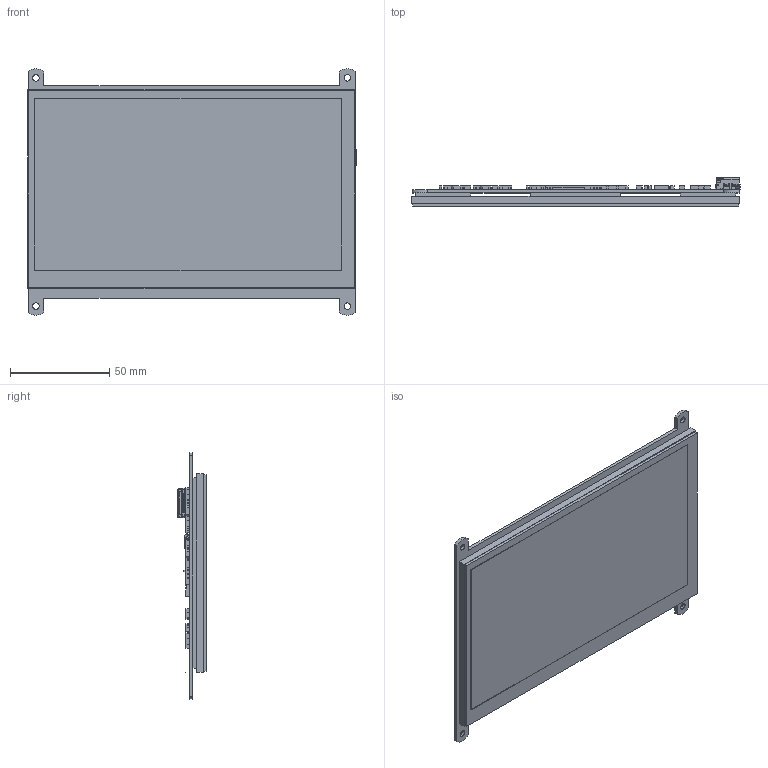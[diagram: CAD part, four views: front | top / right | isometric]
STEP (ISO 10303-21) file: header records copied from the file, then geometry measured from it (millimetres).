
FILE_DESCRIPTION( ('This file contains a STEP AP42 implementation' ,'as created by ZW3D STEP Interface translator.' ,'') ,'2;1' );
FILE_NAME( '7inch HDMI LCD (B).stp' ,'241112.163643', (''), ('ZWCAD Software Co.'), 'Version 1.0', 'ZW3D to STEP translator', '' );
FILE_SCHEMA(('AUTOMOTIVE_DESIGN { 1 0 10303 214 1 1 1 1 }'));
Length unit declared in the file: millimetre
Products named in the file (7): 0; 7inch HDMI LCD (B); 000; 00; 000_1; USB_J17INCH_HDMI_L0001; HDMI-CONNECTOR
Assembly tree (5 placements, depth 2):
  0
  7inch HDMI LCD (B)
    000
    00
    000_1
    USB_J17INCH_HDMI_L0001
    HDMI-CONNECTOR
Bounding box: 165.43 x 14.38 x 124.23 mm (x, y, z)
Volume: 123237.9 mm3; surface area: 112086.6 mm2
Topology: 149 solids, 151 shells, 2567 faces, 6773 edges, 4437 vertices
Faces by surface type: plane 2175, cylinder 384, sphere 8
Entity records: 80914 total; most frequent: CARTESIAN_POINT 13925, ORIENTED_EDGE 13534, DIRECTION 12700, EDGE_CURVE 6769, VECTOR 5940, LINE 5940, VERTEX_POINT 4428, AXIS2_PLACEMENT_3D 3380
